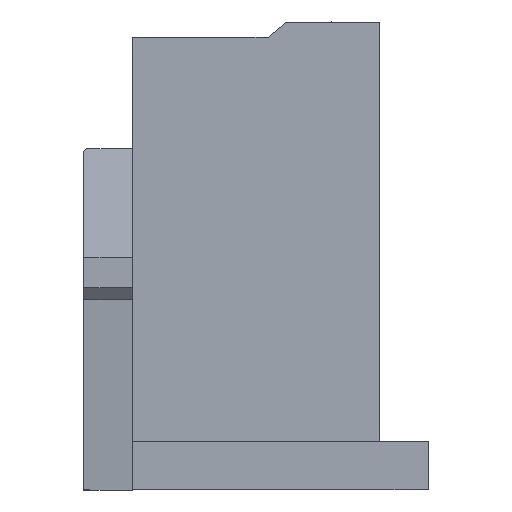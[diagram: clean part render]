
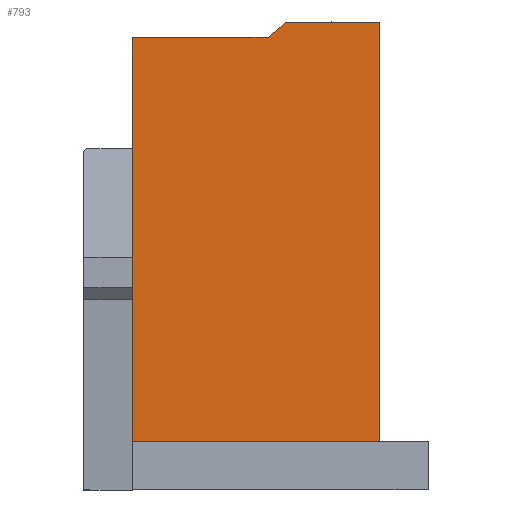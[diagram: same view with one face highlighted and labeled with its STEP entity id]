
A CAD part, left-side view. The second image highlights one B-rep face of the part: STEP entity #793.
In plain terms, the highlighted planar face has unit normal (-1, 0, 0).
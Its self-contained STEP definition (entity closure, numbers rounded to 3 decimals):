
#85=CARTESIAN_POINT('',(-7.619,-0.485,7.522));
#86=VERTEX_POINT('',#85);
#93=CARTESIAN_POINT('',(-7.619,-1.99,7.522));
#94=VERTEX_POINT('',#93);
#95=CARTESIAN_POINT('',(-7.619,-0.485,7.522));
#96=DIRECTION('',(0.,-1.,0.));
#97=VECTOR('',#96,1.504);
#98=LINE('',#95,#97);
#99=EDGE_CURVE('',#86,#94,#98,.T.);
#309=CARTESIAN_POINT('',(-7.619,1.99,7.279));
#310=VERTEX_POINT('',#309);
#317=CARTESIAN_POINT('',(-7.619,-0.194,7.279));
#318=VERTEX_POINT('',#317);
#319=CARTESIAN_POINT('',(-7.619,1.99,7.279));
#320=DIRECTION('',(0.,-1.,0.));
#321=VECTOR('',#320,2.184);
#322=LINE('',#319,#321);
#323=EDGE_CURVE('',#310,#318,#322,.T.);
#552=CARTESIAN_POINT('',(-7.619,-0.194,7.279));
#553=DIRECTION('',(0.,-0.768,0.64));
#554=VECTOR('',#553,0.379);
#555=LINE('',#552,#554);
#556=EDGE_CURVE('',#318,#86,#555,.T.);
#573=CARTESIAN_POINT('',(-7.619,-1.99,0.776));
#574=VERTEX_POINT('',#573);
#728=CARTESIAN_POINT('',(-7.619,-1.99,7.522));
#729=DIRECTION('',(0.,0.,-1.));
#730=VECTOR('',#729,6.746);
#731=LINE('',#728,#730);
#732=EDGE_CURVE('',#94,#574,#731,.T.);
#768=CARTESIAN_POINT('',(-7.619,0.,4.149));
#769=DIRECTION('',(0.,0.,-1.));
#770=DIRECTION('',(-1.,-0.,-0.));
#771=AXIS2_PLACEMENT_3D('',#768,#770,#769);
#772=PLANE('',#771);
#773=ORIENTED_EDGE('',*,*,#732,.F.);
#774=ORIENTED_EDGE('',*,*,#99,.F.);
#775=ORIENTED_EDGE('',*,*,#556,.F.);
#776=ORIENTED_EDGE('',*,*,#323,.F.);
#777=CARTESIAN_POINT('',(-7.619,1.99,0.776));
#778=VERTEX_POINT('',#777);
#779=CARTESIAN_POINT('',(-7.619,1.99,7.279));
#780=DIRECTION('',(0.,0.,-1.));
#781=VECTOR('',#780,6.503);
#782=LINE('',#779,#781);
#783=EDGE_CURVE('',#310,#778,#782,.T.);
#784=ORIENTED_EDGE('',*,*,#783,.T.);
#785=CARTESIAN_POINT('',(-7.619,1.99,0.776));
#786=DIRECTION('',(0.,-1.,0.));
#787=VECTOR('',#786,3.979);
#788=LINE('',#785,#787);
#789=EDGE_CURVE('',#778,#574,#788,.T.);
#790=ORIENTED_EDGE('',*,*,#789,.T.);
#791=EDGE_LOOP('',(#773,#774,#775,#776,#784,#790));
#792=FACE_OUTER_BOUND('',#791,.T.);
#793=ADVANCED_FACE('',(#792),#772,.T.);
